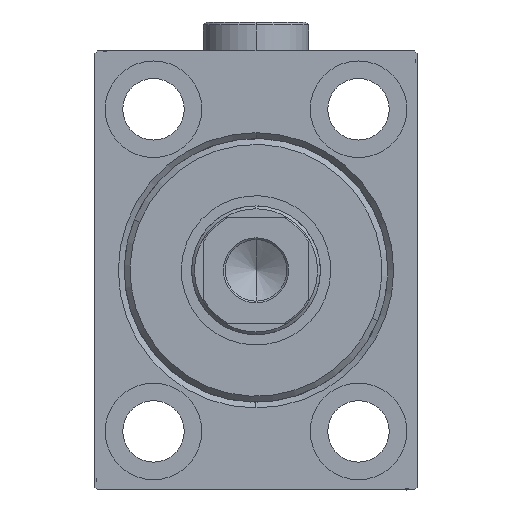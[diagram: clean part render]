
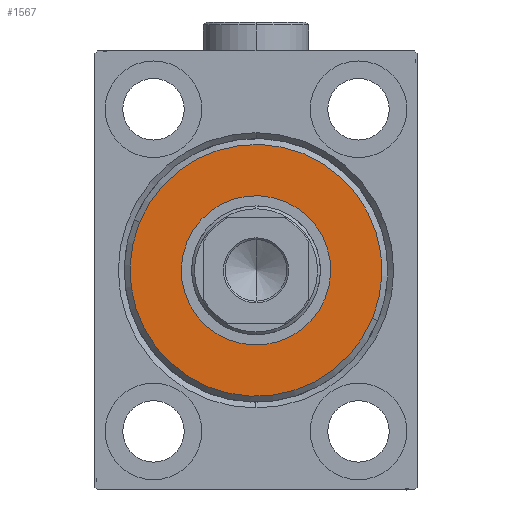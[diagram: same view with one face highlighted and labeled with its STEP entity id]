
A CAD part, left-side view. The second image highlights one B-rep face of the part: STEP entity #1567.
In plain terms, the highlighted face is planar.
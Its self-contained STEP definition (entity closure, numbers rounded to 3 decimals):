
#692 = VERTEX_POINT ( 'NONE', #38443 ) ;
#1296 = AXIS2_PLACEMENT_3D ( 'NONE', #23077, #8708, #36362 ) ;
#1567 = ADVANCED_FACE ( 'NONE', ( #21287, #25618 ), #42533, .T. ) ;
#3446 = ORIENTED_EDGE ( 'NONE', *, *, #14674, .T. ) ;
#3941 = AXIS2_PLACEMENT_3D ( 'NONE', #35234, #11007, #21504 ) ;
#4883 = DIRECTION ( 'NONE',  ( 1., 0., 0. ) ) ;
#8708 = DIRECTION ( 'NONE',  ( 1., 0., 0. ) ) ;
#10910 = EDGE_CURVE ( 'NONE', #42285, #692, #25237, .T. ) ;
#11007 = DIRECTION ( 'NONE',  ( 1., 0., 0. ) ) ;
#11510 = DIRECTION ( 'NONE',  ( 0., 0., -1. ) ) ;
#11671 = VERTEX_POINT ( 'NONE', #26224 ) ;
#14674 = EDGE_CURVE ( 'NONE', #30554, #11671, #31179, .T. ) ;
#17515 = DIRECTION ( 'NONE',  ( -1., 0., 0. ) ) ;
#18022 = CARTESIAN_POINT ( 'NONE',  ( 3., 0., -21.5 ) ) ;
#18146 = CARTESIAN_POINT ( 'NONE',  ( 3., 0., 0. ) ) ;
#21287 = FACE_OUTER_BOUND ( 'NONE', #23061, .T. ) ;
#21504 = DIRECTION ( 'NONE',  ( 0., 0., -1. ) ) ;
#22461 = CIRCLE ( 'NONE', #1296, 21.5 ) ;
#23061 = EDGE_LOOP ( 'NONE', ( #44246, #3446 ) ) ;
#23077 = CARTESIAN_POINT ( 'NONE',  ( 3., 0., 0. ) ) ;
#24591 = CARTESIAN_POINT ( 'NONE',  ( 3., 0., 0. ) ) ;
#25237 = CIRCLE ( 'NONE', #42762, 12.75 ) ;
#25618 = FACE_BOUND ( 'NONE', #28575, .T. ) ;
#26045 = AXIS2_PLACEMENT_3D ( 'NONE', #18146, #4883, #11510 ) ;
#26224 = CARTESIAN_POINT ( 'NONE',  ( 3., 0., 21.5 ) ) ;
#27461 = ORIENTED_EDGE ( 'NONE', *, *, #10910, .T. ) ;
#28575 = EDGE_LOOP ( 'NONE', ( #29391, #27461 ) ) ;
#29391 = ORIENTED_EDGE ( 'NONE', *, *, #41985, .T. ) ;
#30554 = VERTEX_POINT ( 'NONE', #18022 ) ;
#31179 = CIRCLE ( 'NONE', #26045, 21.5 ) ;
#31382 = AXIS2_PLACEMENT_3D ( 'NONE', #34035, #33797, #37239 ) ;
#33797 = DIRECTION ( 'NONE',  ( -1., 0., 0. ) ) ;
#34035 = CARTESIAN_POINT ( 'NONE',  ( 3., 0., 0. ) ) ;
#35234 = CARTESIAN_POINT ( 'NONE',  ( 3., 0., 0. ) ) ;
#36362 = DIRECTION ( 'NONE',  ( 0., 0., -1. ) ) ;
#36375 = EDGE_CURVE ( 'NONE', #11671, #30554, #22461, .T. ) ;
#36476 = CIRCLE ( 'NONE', #31382, 12.75 ) ;
#37239 = DIRECTION ( 'NONE',  ( 0., 0., -1. ) ) ;
#38443 = CARTESIAN_POINT ( 'NONE',  ( 3., 0., 12.75 ) ) ;
#41985 = EDGE_CURVE ( 'NONE', #692, #42285, #36476, .T. ) ;
#42285 = VERTEX_POINT ( 'NONE', #44032 ) ;
#42533 = PLANE ( 'NONE',  #3941 ) ;
#42639 = DIRECTION ( 'NONE',  ( 0., 0., -1. ) ) ;
#42762 = AXIS2_PLACEMENT_3D ( 'NONE', #24591, #17515, #42639 ) ;
#44032 = CARTESIAN_POINT ( 'NONE',  ( 3., 0., -12.75 ) ) ;
#44246 = ORIENTED_EDGE ( 'NONE', *, *, #36375, .T. ) ;
